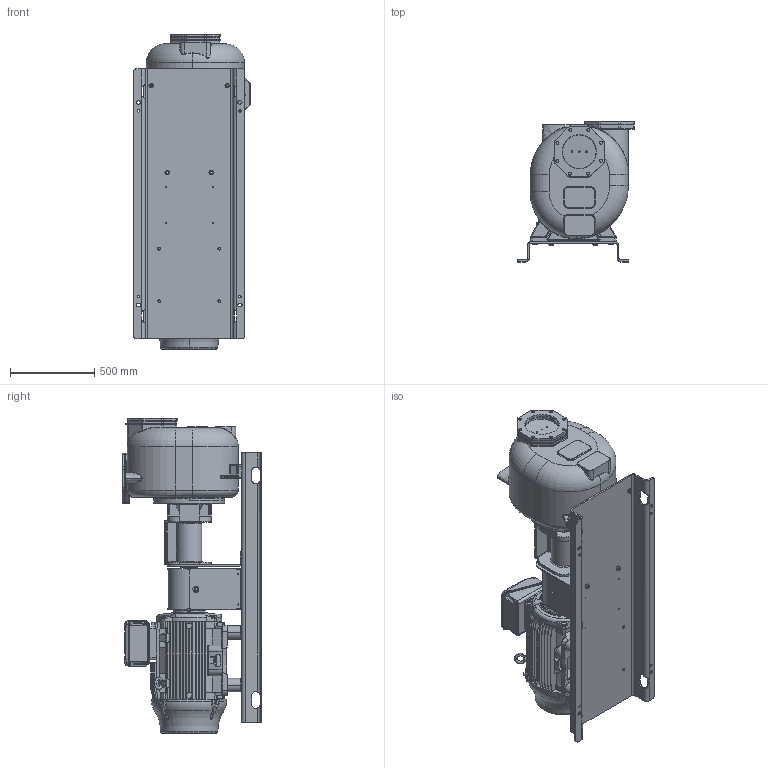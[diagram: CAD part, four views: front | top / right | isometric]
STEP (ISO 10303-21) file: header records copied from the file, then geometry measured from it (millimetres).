
FILE_DESCRIPTION((''),'2;1');
FILE_NAME('S230-40_BIT','2022-09-09T11:32:44',('Nicola'),(''),'CREO PARAMETRIC BY PTC INC, 2020354','CREO PARAMETRIC BY PTC INC, 2020354','');
FILE_SCHEMA(('CONFIG_CONTROL_DESIGN'));
Products named in the file (1): S230-40_BIT
Bounding box: 693 x 827 x 1867.46 mm (x, y, z)
Volume: 255015180.8 mm3; surface area: 9775244.3 mm2
Topology: 3 solids, 3 shells, 3725 faces, 10056 edges, 6393 vertices
Faces by surface type: plane 1547, cylinder 803, cone 684, bspline 432, torus 201, revolution 32, sphere 22, extrusion 4
Entity records: 176955 total; most frequent: CARTESIAN_POINT 85991, ORIENTED_EDGE 20076, DIRECTION 17880, EDGE_CURVE 10038, AXIS2_PLACEMENT_3D 6730, VERTEX_POINT 6393, VECTOR 4388, LINE 4384
